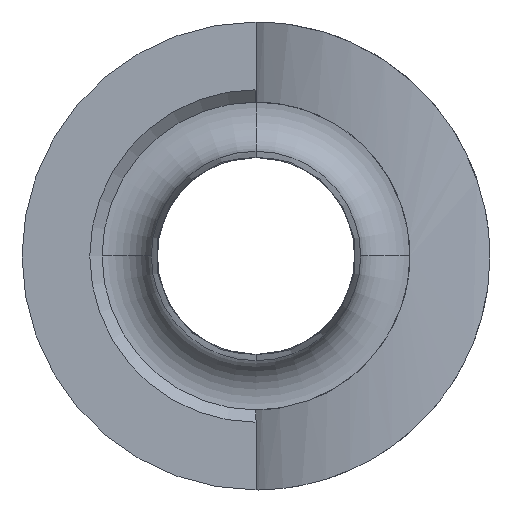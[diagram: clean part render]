
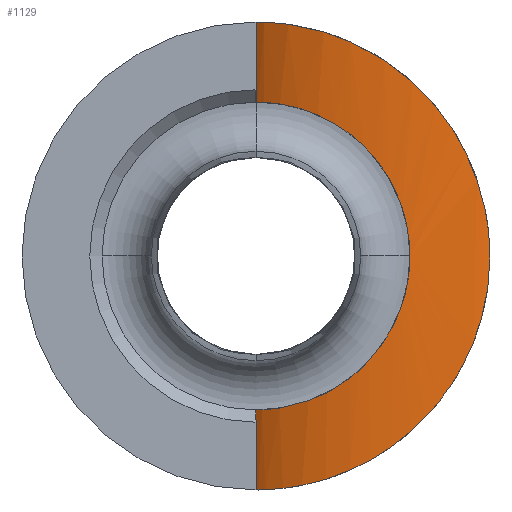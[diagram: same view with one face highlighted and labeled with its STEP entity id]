
A CAD part, front view. The second image highlights one B-rep face of the part: STEP entity #1129.
In plain terms, the highlighted cylindrical face has radius 1.27 mm (diameter 2.54 mm), a partial arc.
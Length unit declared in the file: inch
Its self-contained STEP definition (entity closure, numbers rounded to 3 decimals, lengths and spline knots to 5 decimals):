
#35 = ORIENTED_EDGE ( 'NONE', *, *, #152, .F. ) ;
#40 = VERTEX_POINT ( 'NONE', #198 ) ;
#55 = CARTESIAN_POINT ( 'NONE',  ( 0.00179, -0.19352, 0.01239 ) ) ;
#81 = CARTESIAN_POINT ( 'NONE',  ( 0.0125, -0.17416, -0.00177 ) ) ;
#86 = CYLINDRICAL_SURFACE ( 'NONE', #853, 0.05 ) ;
#90 = CARTESIAN_POINT ( 'NONE',  ( 0., -0.20723, -0.0125 ) ) ;
#129 = CARTESIAN_POINT ( 'NONE',  ( 0., -0.20723, -0.019 ) ) ;
#133 = FACE_OUTER_BOUND ( 'NONE', #628, .T. ) ;
#152 = EDGE_CURVE ( 'NONE', #1508, #40, #816, .T. ) ;
#192 = CARTESIAN_POINT ( 'NONE',  ( 0.00567, -0.18386, 0.01124 ) ) ;
#198 = CARTESIAN_POINT ( 'NONE',  ( 0., -0.20723, 0.019 ) ) ;
#216 = CARTESIAN_POINT ( 'NONE',  ( 0.01086, -0.17611, -0.00639 ) ) ;
#257 = CARTESIAN_POINT ( 'NONE',  ( 0.01857, -0.16833, -0.00457 ) ) ;
#287 = CARTESIAN_POINT ( 'NONE',  ( 0.019, -0.168, 0. ) ) ;
#330 = CARTESIAN_POINT ( 'NONE',  ( 0.01, -0.17719, 0.0076 ) ) ;
#356 = CARTESIAN_POINT ( 'NONE',  ( 0.00743, -0.18083, -0.01037 ) ) ;
#362 = CARTESIAN_POINT ( 'NONE',  ( 0., -0.20372, -0.0125 ) ) ;
#381 = CARTESIAN_POINT ( 'NONE',  ( 0.0123, -0.17421, -0.01499 ) ) ;
#394 = ORIENTED_EDGE ( 'NONE', *, *, #1073, .F. ) ;
#439 = EDGE_CURVE ( 'NONE', #686, #1483, #873, .T. ) ;
#450 = CARTESIAN_POINT ( 'NONE',  ( 0.01211, -0.17459, 0.0035 ) ) ;
#473 = CARTESIAN_POINT ( 'NONE',  ( 0.00288, -0.19015, -0.01225 ) ) ;
#478 = CARTESIAN_POINT ( 'NONE',  ( 0.019, -0.168, 0.0046 ) ) ;
#479 = CARTESIAN_POINT ( 'NONE',  ( 0., -0.20723, 0.0125 ) ) ;
#496 = CARTESIAN_POINT ( 'NONE',  ( 0.01705, -0.16961, -0.00867 ) ) ;
#498 = VECTOR ( 'NONE', #759, 39.37008 ) ;
#548 = B_SPLINE_CURVE_WITH_KNOTS ( 'NONE', 3,
 ( #90, #362, #590, #1291, #473, #1183, #356, #1076, #216, #952, #81, #830 ),
 .UNSPECIFIED., .F., .F.,
 ( 4, 2, 2, 2, 2, 4 ),
 ( 0., 0.00026, 0.00053, 0.00079, 0.00092, 0.00105 ),
 .UNSPECIFIED. ) ;
#568 = CARTESIAN_POINT ( 'NONE',  ( 0.0125, -0.17416, 0. ) ) ;
#590 = CARTESIAN_POINT ( 'NONE',  ( 0.00036, -0.20028, -0.01252 ) ) ;
#596 = CARTESIAN_POINT ( 'NONE',  ( 0.01232, -0.17419, 0.01497 ) ) ;
#600 = DIRECTION ( 'NONE',  ( 0., -1., 0. ) ) ;
#606 = CARTESIAN_POINT ( 'NONE',  ( 0.00304, -0.18947, -0.01879 ) ) ;
#628 = EDGE_LOOP ( 'NONE', ( #35, #1546, #394, #1429, #821, #1107 ) ) ;
#630 = EDGE_CURVE ( 'NONE', #1483, #897, #1506, .T. ) ;
#633 = VERTEX_POINT ( 'NONE', #787 ) ;
#678 = CARTESIAN_POINT ( 'NONE',  ( 0., -0.20267, -0.019 ) ) ;
#680 = CARTESIAN_POINT ( 'NONE',  ( 0., -0.20723, 0.0125 ) ) ;
#686 = VERTEX_POINT ( 'NONE', #287 ) ;
#716 = CARTESIAN_POINT ( 'NONE',  ( 0.00487, -0.18525, 0.01853 ) ) ;
#759 = DIRECTION ( 'NONE',  ( 0., 0., 1. ) ) ;
#787 = CARTESIAN_POINT ( 'NONE',  ( 0.0125, -0.17416, 0. ) ) ;
#805 = CARTESIAN_POINT ( 'NONE',  ( 0.00036, -0.20028, 0.01252 ) ) ;
#816 = LINE ( 'NONE', #1449, #498 ) ;
#821 = ORIENTED_EDGE ( 'NONE', *, *, #439, .F. ) ;
#823 = CARTESIAN_POINT ( 'NONE',  ( 0., -0.20723, 0.019 ) ) ;
#830 = CARTESIAN_POINT ( 'NONE',  ( 0.0125, -0.17416, 0. ) ) ;
#838 = CARTESIAN_POINT ( 'NONE',  ( 0.00062, -0.19819, 0.01903 ) ) ;
#853 = AXIS2_PLACEMENT_3D ( 'NONE', #1407, #1182, #600 ) ;
#859 = CARTESIAN_POINT ( 'NONE',  ( 0.019, -0.168, -0.00229 ) ) ;
#873 = B_SPLINE_CURVE_WITH_KNOTS ( 'NONE', 3,
 ( #1549, #859, #257, #496, #1208, #381, #1510, #1272, #606, #965, #678, #1491 ),
 .UNSPECIFIED., .F., .F.,
 ( 4, 2, 2, 2, 2, 4 ),
 ( 0.00137, 0.00154, 0.00172, 0.00206, 0.0024, 0.00274 ),
 .UNSPECIFIED. ) ;
#882 = CARTESIAN_POINT ( 'NONE',  ( 0., -0.20723, -0.0125 ) ) ;
#897 = VERTEX_POINT ( 'NONE', #882 ) ;
#912 = EDGE_CURVE ( 'NONE', #633, #1508, #1366, .T. ) ;
#925 = CARTESIAN_POINT ( 'NONE',  ( 0.00288, -0.19015, 0.01225 ) ) ;
#930 = CARTESIAN_POINT ( 'NONE',  ( 0., -0.20723, -0.05 ) ) ;
#952 = CARTESIAN_POINT ( 'NONE',  ( 0.01211, -0.1746, -0.00349 ) ) ;
#965 = CARTESIAN_POINT ( 'NONE',  ( 0.00063, -0.19815, -0.01903 ) ) ;
#1047 = CARTESIAN_POINT ( 'NONE',  ( 0.00742, -0.18085, 0.01037 ) ) ;
#1051 = EDGE_CURVE ( 'NONE', #40, #686, #1402, .T. ) ;
#1073 = EDGE_CURVE ( 'NONE', #897, #633, #548, .T. ) ;
#1076 = CARTESIAN_POINT ( 'NONE',  ( 0.01002, -0.17716, -0.00758 ) ) ;
#1107 = ORIENTED_EDGE ( 'NONE', *, *, #1051, .F. ) ;
#1129 = ADVANCED_FACE ( 'NONE', ( #133 ), #86, .F. ) ;
#1147 = DIRECTION ( 'NONE',  ( 0., 0., 1. ) ) ;
#1163 = CARTESIAN_POINT ( 'NONE',  ( 0.01084, -0.17612, 0.00642 ) ) ;
#1182 = DIRECTION ( 'NONE',  ( 0., 0., 1. ) ) ;
#1183 = CARTESIAN_POINT ( 'NONE',  ( 0.00568, -0.18383, -0.01124 ) ) ;
#1187 = CARTESIAN_POINT ( 'NONE',  ( 0.019, -0.168, 0. ) ) ;
#1208 = CARTESIAN_POINT ( 'NONE',  ( 0.01595, -0.17057, -0.0105 ) ) ;
#1272 = CARTESIAN_POINT ( 'NONE',  ( 0.00488, -0.18523, -0.01853 ) ) ;
#1291 = CARTESIAN_POINT ( 'NONE',  ( 0.00179, -0.19351, -0.01239 ) ) ;
#1297 = CARTESIAN_POINT ( 'NONE',  ( 0.01718, -0.16936, 0.00899 ) ) ;
#1366 = B_SPLINE_CURVE_WITH_KNOTS ( 'NONE', 3,
 ( #568, #1385, #450, #1163, #330, #1047, #192, #925, #55, #805, #1492, #680 ),
 .UNSPECIFIED., .F., .F.,
 ( 4, 2, 2, 2, 2, 4 ),
 ( 0.00105, 0.00119, 0.00132, 0.00158, 0.00184, 0.00211 ),
 .UNSPECIFIED. ) ;
#1385 = CARTESIAN_POINT ( 'NONE',  ( 0.0125, -0.17416, 0.00178 ) ) ;
#1402 = B_SPLINE_CURVE_WITH_KNOTS ( 'NONE', 3,
 ( #823, #1512, #838, #1527, #716, #1413, #596, #1297, #478, #1187 ),
 .UNSPECIFIED., .F., .F.,
 ( 4, 2, 2, 2, 4 ),
 ( 0., 0.00034, 0.00069, 0.00103, 0.00137 ),
 .UNSPECIFIED. ) ;
#1407 = CARTESIAN_POINT ( 'NONE',  ( 0.05, -0.20723, -0.05 ) ) ;
#1413 = CARTESIAN_POINT ( 'NONE',  ( 0.00947, -0.17761, 0.01666 ) ) ;
#1429 = ORIENTED_EDGE ( 'NONE', *, *, #630, .F. ) ;
#1449 = CARTESIAN_POINT ( 'NONE',  ( 0., -0.20723, -0.05 ) ) ;
#1483 = VERTEX_POINT ( 'NONE', #129 ) ;
#1491 = CARTESIAN_POINT ( 'NONE',  ( 0., -0.20723, -0.019 ) ) ;
#1492 = CARTESIAN_POINT ( 'NONE',  ( 0., -0.20373, 0.0125 ) ) ;
#1504 = VECTOR ( 'NONE', #1147, 39.37008 ) ;
#1506 = LINE ( 'NONE', #930, #1504 ) ;
#1508 = VERTEX_POINT ( 'NONE', #479 ) ;
#1510 = CARTESIAN_POINT ( 'NONE',  ( 0.00945, -0.17764, -0.01667 ) ) ;
#1512 = CARTESIAN_POINT ( 'NONE',  ( 0., -0.20266, 0.019 ) ) ;
#1527 = CARTESIAN_POINT ( 'NONE',  ( 0.00304, -0.18947, 0.01879 ) ) ;
#1546 = ORIENTED_EDGE ( 'NONE', *, *, #912, .F. ) ;
#1549 = CARTESIAN_POINT ( 'NONE',  ( 0.019, -0.168, 0. ) ) ;
